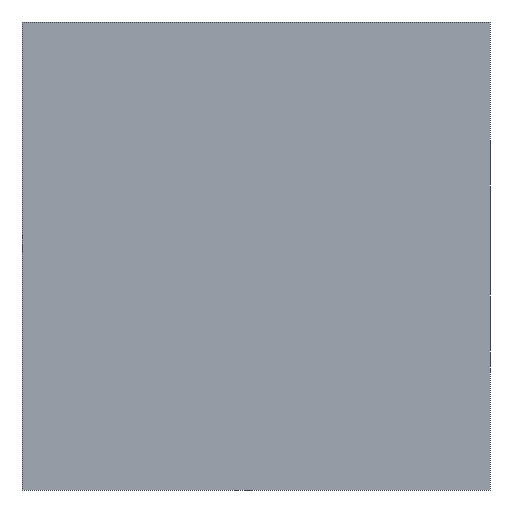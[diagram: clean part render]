
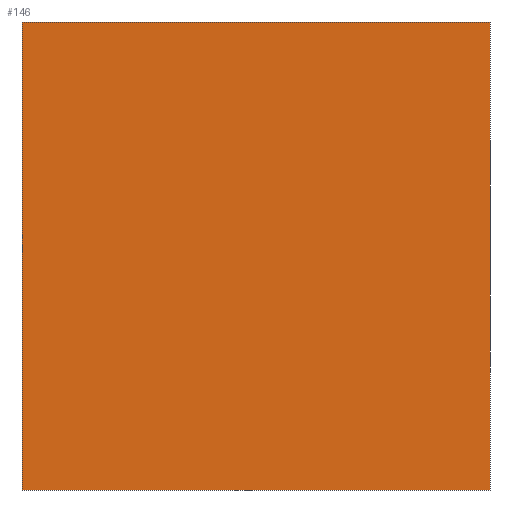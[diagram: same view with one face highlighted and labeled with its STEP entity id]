
A CAD part, left-side view. The second image highlights one B-rep face of the part: STEP entity #146.
In plain terms, the highlighted planar face has unit normal (-1, 0, 0).
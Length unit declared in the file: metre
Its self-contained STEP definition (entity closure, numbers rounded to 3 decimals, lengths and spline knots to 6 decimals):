
#30=ORIENTED_EDGE('',*,*,#62,.T.);
#31=ORIENTED_EDGE('',*,*,#63,.F.);
#32=ORIENTED_EDGE('',*,*,#64,.F.);
#33=ORIENTED_EDGE('',*,*,#59,.T.);
#59=EDGE_CURVE('',#76,#74,#87,.T.);
#62=EDGE_CURVE('',#74,#78,#90,.T.);
#63=EDGE_CURVE('',#79,#78,#91,.T.);
#64=EDGE_CURVE('',#76,#79,#92,.T.);
#74=VERTEX_POINT('',#223);
#76=VERTEX_POINT('',#226);
#78=VERTEX_POINT('',#232);
#79=VERTEX_POINT('',#234);
#87=LINE('',#225,#99);
#90=LINE('',#231,#102);
#91=LINE('',#233,#103);
#92=LINE('',#235,#104);
#99=VECTOR('',#185,1.);
#102=VECTOR('',#190,1.);
#103=VECTOR('',#191,1.);
#104=VECTOR('',#192,1.);
#111=EDGE_LOOP('',(#30,#31,#32,#33));
#125=FACE_BOUND('',#111,.T.);
#139=PLANE('',#168);
#146=ADVANCED_FACE('',(#125),#139,.F.);
#168=AXIS2_PLACEMENT_3D('',#230,#188,#189);
#185=DIRECTION('',(0.,1.,0.));
#188=DIRECTION('',(1.,0.,0.));
#189=DIRECTION('',(0.,0.,-1.));
#190=DIRECTION('',(0.,0.,-1.));
#191=DIRECTION('',(0.,1.,0.));
#192=DIRECTION('',(0.,0.,-1.));
#223=CARTESIAN_POINT('',(-0.05,0.05,0.05));
#225=CARTESIAN_POINT('',(-0.05,-0.05,0.05));
#226=CARTESIAN_POINT('',(-0.05,-0.05,0.05));
#230=CARTESIAN_POINT('',(-0.05,-0.05,0.));
#231=CARTESIAN_POINT('',(-0.05,0.05,0.));
#232=CARTESIAN_POINT('',(-0.05,0.05,-0.05));
#233=CARTESIAN_POINT('',(-0.05,-0.05,-0.05));
#234=CARTESIAN_POINT('',(-0.05,-0.05,-0.05));
#235=CARTESIAN_POINT('',(-0.05,-0.05,0.));
